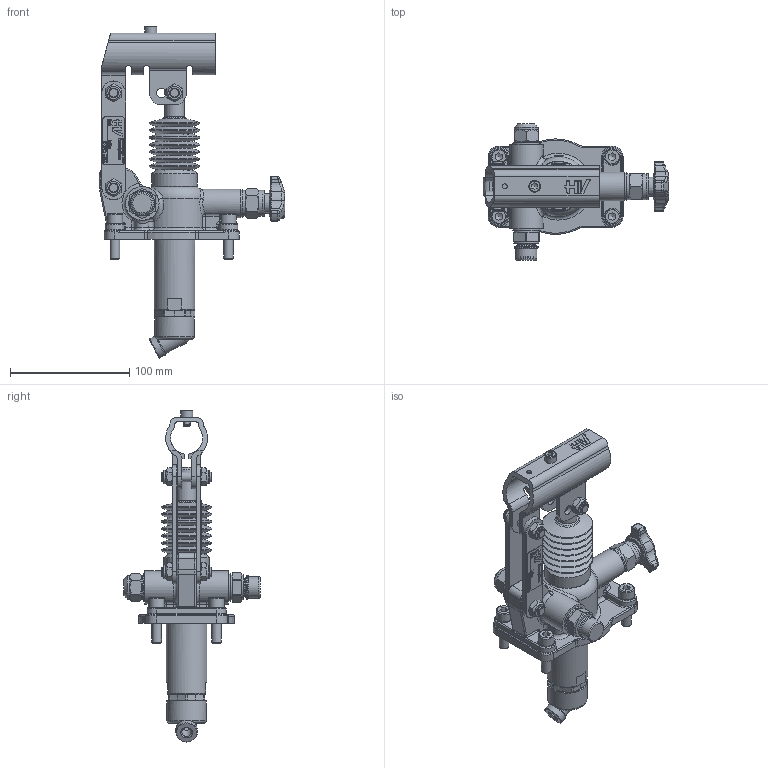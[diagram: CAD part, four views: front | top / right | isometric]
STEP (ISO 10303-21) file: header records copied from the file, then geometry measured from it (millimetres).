
FILE_DESCRIPTION((''),'2;1');
FILE_NAME('PM 25 byB-s (HV) STEP.stp','2014-08-04T13:55:01',('Christian'),(''),'Autodesk Inventor 2013','Autodesk Inventor 2013','');
FILE_SCHEMA(('AUTOMOTIVE_DESIGN { 1 0 10303 214 1 1 1 1 }'));
Length unit declared in the file: millimetre
Products named in the file (1): Parte30
Bounding box: 155.22 x 114 x 277.85 mm (x, y, z)
Volume: 1335.2 mm3; surface area: 142328.4 mm2
Topology: 12 solids, 14 shells, 1565 faces, 3869 edges, 2412 vertices
Faces by surface type: plane 710, cylinder 347, bspline 204, torus 146, cone 137, sphere 21
Full cylindrical faces by diameter (mm): 4 x2, 5 x2, 6 x1, 8 x25, 8.5 x4, 9 x1, 10 x2, 10.5 x1, 11.05 x6, 12 x4, 13 x4, 14 x4, 14.95 x1, 16 x3, 16.6 x2, 17 x2, 18 x4, 20 x3, 21 x3, 21.8 x2, 22 x1, 23 x3, 24 x1, 25 x1, 28 x1, 30 x1, 33 x1, 34 x1, 38.004 x1, 40 x1
Entity records: 48971 total; most frequent: CARTESIAN_POINT 12766, ORIENTED_EDGE 7156, DIRECTION 6701, EDGE_CURVE 3578, AXIS2_PLACEMENT_3D 2418, VERTEX_POINT 2349, EDGE_LOOP 1931, VECTOR 1865
